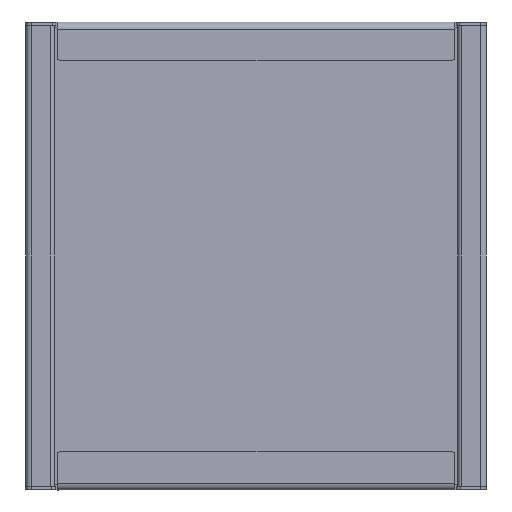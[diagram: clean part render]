
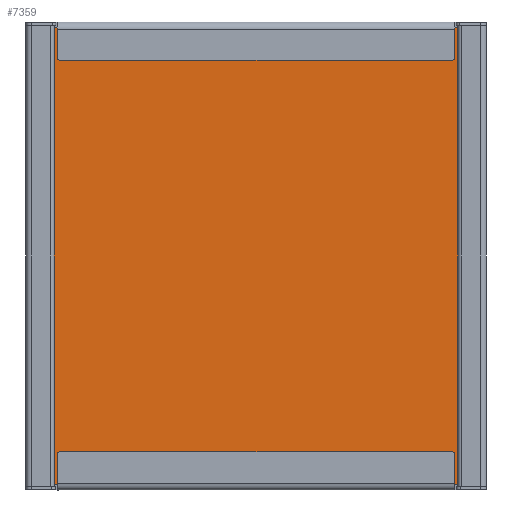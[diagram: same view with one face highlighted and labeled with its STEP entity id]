
A CAD part, front view. The second image highlights one B-rep face of the part: STEP entity #7359.
In plain terms, the highlighted planar face has unit normal (0, -1, 0).
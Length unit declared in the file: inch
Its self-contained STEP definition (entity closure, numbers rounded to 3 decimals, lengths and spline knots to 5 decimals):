
#437 = LINE ( 'NONE', #28327, #23290 ) ;
#1160 = ORIENTED_EDGE ( 'NONE', *, *, #33803, .F. ) ;
#1278 = CARTESIAN_POINT ( 'NONE',  ( 5.72, -0.064, -5.959 ) ) ;
#1333 = VERTEX_POINT ( 'NONE', #19518 ) ;
#1387 = VERTEX_POINT ( 'NONE', #23951 ) ;
#2087 = DIRECTION ( 'NONE',  ( 0., 0., 1. ) ) ;
#2089 = VERTEX_POINT ( 'NONE', #11989 ) ;
#2103 = CARTESIAN_POINT ( 'NONE',  ( 0., -0.064, -0.015 ) ) ;
#2618 = PLANE ( 'NONE',  #35248 ) ;
#2629 = CARTESIAN_POINT ( 'NONE',  ( 5.5325, -0.064, -5.619 ) ) ;
#3065 = EDGE_CURVE ( 'NONE', #29844, #1333, #32953, .T. ) ;
#3390 = DIRECTION ( 'NONE',  ( 0., -1., 0. ) ) ;
#3526 = DIRECTION ( 'NONE',  ( -1., 0., 0. ) ) ;
#3605 = AXIS2_PLACEMENT_3D ( 'NONE', #19400, #3390, #5734 ) ;
#3737 = VECTOR ( 'NONE', #26957, 39.37008 ) ;
#3806 = EDGE_CURVE ( 'NONE', #18056, #7653, #26876, .T. ) ;
#4339 = VECTOR ( 'NONE', #10339, 39.37008 ) ;
#4684 = EDGE_CURVE ( 'NONE', #2089, #18712, #7699, .T. ) ;
#5195 = DIRECTION ( 'NONE',  ( 0., -1., 0. ) ) ;
#5277 = VERTEX_POINT ( 'NONE', #1278 ) ;
#5512 = CARTESIAN_POINT ( 'NONE',  ( 5.5325, -0.064, -0.625 ) ) ;
#5576 = CARTESIAN_POINT ( 'NONE',  ( 0., -0.064, -5.979 ) ) ;
#5667 = DIRECTION ( 'NONE',  ( 1., 0., 0. ) ) ;
#5734 = DIRECTION ( 'NONE',  ( 0., 0., -1. ) ) ;
#6001 = ORIENTED_EDGE ( 'NONE', *, *, #23769, .T. ) ;
#6053 = FACE_BOUND ( 'NONE', #19288, .T. ) ;
#6623 = LINE ( 'NONE', #25357, #7994 ) ;
#6808 = VECTOR ( 'NONE', #26170, 39.37008 ) ;
#7271 = ORIENTED_EDGE ( 'NONE', *, *, #34793, .T. ) ;
#7331 = CIRCLE ( 'NONE', #17661, 0.02 ) ;
#7359 = ADVANCED_FACE ( 'NONE', ( #6053, #8395, #11262 ), #2618, .T. ) ;
#7653 = VERTEX_POINT ( 'NONE', #31772 ) ;
#7699 = LINE ( 'NONE', #19025, #30479 ) ;
#7893 = LINE ( 'NONE', #10949, #18724 ) ;
#7994 = VECTOR ( 'NONE', #11830, 39.37008 ) ;
#8036 = CARTESIAN_POINT ( 'NONE',  ( 0., -0.064, -5.994 ) ) ;
#8080 = VERTEX_POINT ( 'NONE', #26327 ) ;
#8395 = FACE_BOUND ( 'NONE', #16746, .T. ) ;
#9711 = VERTEX_POINT ( 'NONE', #12415 ) ;
#10263 = ORIENTED_EDGE ( 'NONE', *, *, #11868, .F. ) ;
#10299 = EDGE_CURVE ( 'NONE', #9711, #1387, #24248, .T. ) ;
#10339 = DIRECTION ( 'NONE',  ( 0., 0., 1. ) ) ;
#10804 = EDGE_CURVE ( 'NONE', #27048, #23784, #24031, .T. ) ;
#10901 = EDGE_CURVE ( 'NONE', #13651, #18056, #437, .T. ) ;
#10949 = CARTESIAN_POINT ( 'NONE',  ( 5.72, -0.064, 0. ) ) ;
#10959 = LINE ( 'NONE', #13834, #25873 ) ;
#11262 = FACE_OUTER_BOUND ( 'NONE', #33255, .T. ) ;
#11507 = ORIENTED_EDGE ( 'NONE', *, *, #19747, .T. ) ;
#11627 = LINE ( 'NONE', #28189, #19428 ) ;
#11817 = EDGE_CURVE ( 'NONE', #20082, #9711, #14174, .T. ) ;
#11830 = DIRECTION ( 'NONE',  ( 1., 0., 0. ) ) ;
#11868 = EDGE_CURVE ( 'NONE', #20082, #5277, #7893, .T. ) ;
#11989 = CARTESIAN_POINT ( 'NONE',  ( 5.6575, -0.064, -0.375 ) ) ;
#12144 = VECTOR ( 'NONE', #13235, 39.37008 ) ;
#12415 = CARTESIAN_POINT ( 'NONE',  ( 5.7, -0.064, -0.015 ) ) ;
#12662 = ORIENTED_EDGE ( 'NONE', *, *, #11817, .T. ) ;
#13235 = DIRECTION ( 'NONE',  ( -1., 0., 0. ) ) ;
#13370 = CIRCLE ( 'NONE', #20855, 0.02 ) ;
#13533 = EDGE_CURVE ( 'NONE', #1333, #5277, #7331, .T. ) ;
#13651 = VERTEX_POINT ( 'NONE', #22246 ) ;
#13745 = EDGE_CURVE ( 'NONE', #7653, #16269, #11627, .T. ) ;
#13834 = CARTESIAN_POINT ( 'NONE',  ( 5.5325, -0.064, -5.619 ) ) ;
#13973 = CARTESIAN_POINT ( 'NONE',  ( 5.72, -0.064, -0.035 ) ) ;
#14174 = CIRCLE ( 'NONE', #27389, 0.02 ) ;
#14358 = CARTESIAN_POINT ( 'NONE',  ( 0.02, -0.064, -0.035 ) ) ;
#15008 = ORIENTED_EDGE ( 'NONE', *, *, #13745, .T. ) ;
#16166 = DIRECTION ( 'NONE',  ( 0., 0., -1. ) ) ;
#16269 = VERTEX_POINT ( 'NONE', #2629 ) ;
#16306 = DIRECTION ( 'NONE',  ( 0., -1., 0. ) ) ;
#16746 = EDGE_LOOP ( 'NONE', ( #18181, #30946, #20228, #11507 ) ) ;
#17011 = ORIENTED_EDGE ( 'NONE', *, *, #21395, .T. ) ;
#17462 = ORIENTED_EDGE ( 'NONE', *, *, #13533, .T. ) ;
#17661 = AXIS2_PLACEMENT_3D ( 'NONE', #26952, #26289, #35611 ) ;
#18056 = VERTEX_POINT ( 'NONE', #22743 ) ;
#18181 = ORIENTED_EDGE ( 'NONE', *, *, #4684, .T. ) ;
#18296 = CARTESIAN_POINT ( 'NONE',  ( 5.5325, -0.064, -0.625 ) ) ;
#18712 = VERTEX_POINT ( 'NONE', #19071 ) ;
#18724 = VECTOR ( 'NONE', #16166, 39.37008 ) ;
#19025 = CARTESIAN_POINT ( 'NONE',  ( 5.6575, -0.064, -0.375 ) ) ;
#19071 = CARTESIAN_POINT ( 'NONE',  ( 5.6575, -0.064, -0.625 ) ) ;
#19288 = EDGE_LOOP ( 'NONE', ( #17011, #21978, #23336, #15008 ) ) ;
#19357 = LINE ( 'NONE', #26762, #26549 ) ;
#19362 = DIRECTION ( 'NONE',  ( 0., 0., -1. ) ) ;
#19400 = CARTESIAN_POINT ( 'NONE',  ( 0.02, -0.064, -5.959 ) ) ;
#19428 = VECTOR ( 'NONE', #3526, 39.37008 ) ;
#19518 = CARTESIAN_POINT ( 'NONE',  ( 5.7, -0.064, -5.979 ) ) ;
#19747 = EDGE_CURVE ( 'NONE', #23784, #2089, #6623, .T. ) ;
#20082 = VERTEX_POINT ( 'NONE', #13973 ) ;
#20228 = ORIENTED_EDGE ( 'NONE', *, *, #10804, .T. ) ;
#20855 = AXIS2_PLACEMENT_3D ( 'NONE', #14358, #31285, #23173 ) ;
#21395 = EDGE_CURVE ( 'NONE', #16269, #13651, #10959, .T. ) ;
#21978 = ORIENTED_EDGE ( 'NONE', *, *, #10901, .T. ) ;
#22246 = CARTESIAN_POINT ( 'NONE',  ( 5.5325, -0.064, -5.369 ) ) ;
#22271 = VECTOR ( 'NONE', #35654, 39.37008 ) ;
#22743 = CARTESIAN_POINT ( 'NONE',  ( 5.6575, -0.064, -5.369 ) ) ;
#23173 = DIRECTION ( 'NONE',  ( 0., 0., -1. ) ) ;
#23290 = VECTOR ( 'NONE', #5667, 39.37008 ) ;
#23336 = ORIENTED_EDGE ( 'NONE', *, *, #3806, .T. ) ;
#23769 = EDGE_CURVE ( 'NONE', #8080, #29844, #28254, .T. ) ;
#23784 = VERTEX_POINT ( 'NONE', #24999 ) ;
#23951 = CARTESIAN_POINT ( 'NONE',  ( 0.02, -0.064, -0.015 ) ) ;
#24031 = LINE ( 'NONE', #35212, #4339 ) ;
#24248 = LINE ( 'NONE', #2103, #3737 ) ;
#24310 = VERTEX_POINT ( 'NONE', #25659 ) ;
#24641 = CARTESIAN_POINT ( 'NONE',  ( 5.7, -0.064, -0.035 ) ) ;
#24770 = LINE ( 'NONE', #5512, #12144 ) ;
#24825 = DIRECTION ( 'NONE',  ( 0., 0., 1. ) ) ;
#24999 = CARTESIAN_POINT ( 'NONE',  ( 5.5325, -0.064, -0.375 ) ) ;
#25235 = ORIENTED_EDGE ( 'NONE', *, *, #3065, .T. ) ;
#25357 = CARTESIAN_POINT ( 'NONE',  ( 5.5325, -0.064, -0.375 ) ) ;
#25659 = CARTESIAN_POINT ( 'NONE',  ( 0., -0.064, -0.035 ) ) ;
#25873 = VECTOR ( 'NONE', #24825, 39.37008 ) ;
#26170 = DIRECTION ( 'NONE',  ( 0., 0., -1. ) ) ;
#26289 = DIRECTION ( 'NONE',  ( 0., -1., 0. ) ) ;
#26327 = CARTESIAN_POINT ( 'NONE',  ( 0., -0.064, -5.959 ) ) ;
#26549 = VECTOR ( 'NONE', #2087, 39.37008 ) ;
#26762 = CARTESIAN_POINT ( 'NONE',  ( 0., -0.064, 0. ) ) ;
#26804 = DIRECTION ( 'NONE',  ( 0., 0., -1. ) ) ;
#26876 = LINE ( 'NONE', #31575, #6808 ) ;
#26952 = CARTESIAN_POINT ( 'NONE',  ( 5.7, -0.064, -5.959 ) ) ;
#26957 = DIRECTION ( 'NONE',  ( -1., 0., 0. ) ) ;
#26968 = DIRECTION ( 'NONE',  ( 0., 0., -1. ) ) ;
#27048 = VERTEX_POINT ( 'NONE', #18296 ) ;
#27389 = AXIS2_PLACEMENT_3D ( 'NONE', #24641, #5195, #26804 ) ;
#28189 = CARTESIAN_POINT ( 'NONE',  ( 5.5325, -0.064, -5.619 ) ) ;
#28196 = CARTESIAN_POINT ( 'NONE',  ( 0.02, -0.064, -5.979 ) ) ;
#28254 = CIRCLE ( 'NONE', #3605, 0.02 ) ;
#28327 = CARTESIAN_POINT ( 'NONE',  ( 5.5325, -0.064, -5.369 ) ) ;
#29844 = VERTEX_POINT ( 'NONE', #28196 ) ;
#30479 = VECTOR ( 'NONE', #26968, 39.37008 ) ;
#30946 = ORIENTED_EDGE ( 'NONE', *, *, #33711, .T. ) ;
#31285 = DIRECTION ( 'NONE',  ( 0., -1., 0. ) ) ;
#31575 = CARTESIAN_POINT ( 'NONE',  ( 5.6575, -0.064, -5.619 ) ) ;
#31772 = CARTESIAN_POINT ( 'NONE',  ( 5.6575, -0.064, -5.619 ) ) ;
#32116 = ORIENTED_EDGE ( 'NONE', *, *, #10299, .T. ) ;
#32953 = LINE ( 'NONE', #5576, #22271 ) ;
#33255 = EDGE_LOOP ( 'NONE', ( #10263, #12662, #32116, #7271, #1160, #6001, #25235, #17462 ) ) ;
#33711 = EDGE_CURVE ( 'NONE', #18712, #27048, #24770, .T. ) ;
#33803 = EDGE_CURVE ( 'NONE', #8080, #24310, #19357, .T. ) ;
#34793 = EDGE_CURVE ( 'NONE', #1387, #24310, #13370, .T. ) ;
#35212 = CARTESIAN_POINT ( 'NONE',  ( 5.5325, -0.064, -0.375 ) ) ;
#35248 = AXIS2_PLACEMENT_3D ( 'NONE', #8036, #16306, #19362 ) ;
#35611 = DIRECTION ( 'NONE',  ( 0., 0., -1. ) ) ;
#35654 = DIRECTION ( 'NONE',  ( 1., 0., 0. ) ) ;
